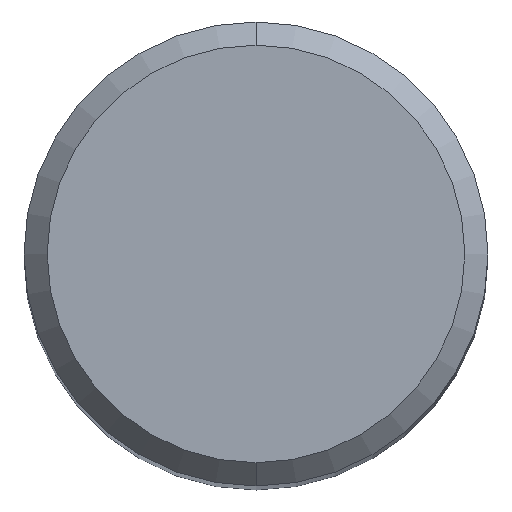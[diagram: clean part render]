
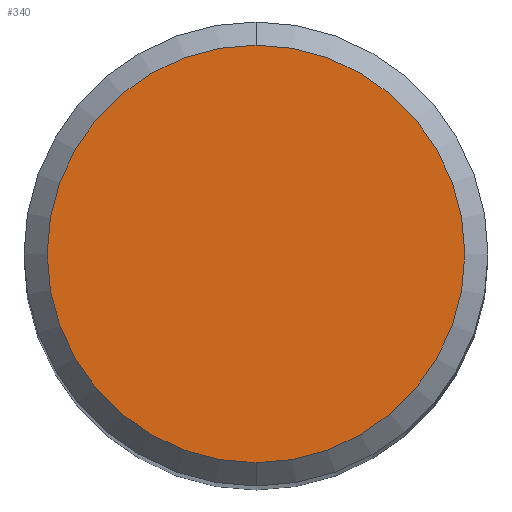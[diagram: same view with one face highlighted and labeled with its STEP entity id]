
A CAD part, top view. The second image highlights one B-rep face of the part: STEP entity #340.
In plain terms, the highlighted planar face has unit normal (0, 0, 1).
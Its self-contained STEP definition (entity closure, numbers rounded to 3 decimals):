
#256=VERTEX_POINT('',#563);
#340=ADVANCED_FACE('',(#654),#655,.T.);
#356=EDGE_CURVE('',#370,#256,#673,.T.);
#370=VERTEX_POINT('',#688);
#378=EDGE_CURVE('',#256,#370,#697,.T.);
#563=CARTESIAN_POINT('',(0.0,5.4,0.0));
#654=FACE_OUTER_BOUND('',#1236,.T.);
#655=PLANE('',#1237);
#673=CIRCLE('',#1260,5.4);
#688=CARTESIAN_POINT('',(0.,-5.4,0.0));
#697=CIRCLE('',#1318,5.4);
#1236=EDGE_LOOP('',(#1662,#1663));
#1237=AXIS2_PLACEMENT_3D('',#1664,#1665,#1666);
#1260=AXIS2_PLACEMENT_3D('',#1690,#1691,#1692);
#1318=AXIS2_PLACEMENT_3D('',#1718,#1719,#1720);
#1662=ORIENTED_EDGE('',*,*,#378,.F.);
#1663=ORIENTED_EDGE('',*,*,#356,.F.);
#1664=CARTESIAN_POINT('',(0.0,2.7,0.0));
#1665=DIRECTION('',(-0.0,0.0,1.0));
#1666=DIRECTION('',(0.0,-1.0,0.0));
#1690=CARTESIAN_POINT('',(0.0,0.0,0.0));
#1691=DIRECTION('',(0.0,0.0,-1.0));
#1692=DIRECTION('',(0.0,1.0,0.0));
#1718=CARTESIAN_POINT('',(0.0,0.0,0.0));
#1719=DIRECTION('',(0.0,0.0,-1.0));
#1720=DIRECTION('',(0.0,1.0,0.0));
